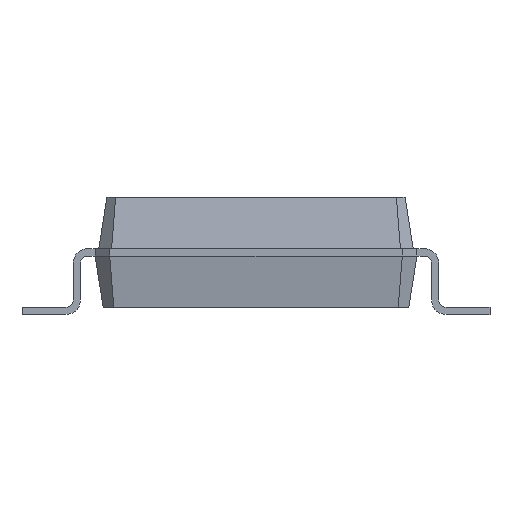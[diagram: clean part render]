
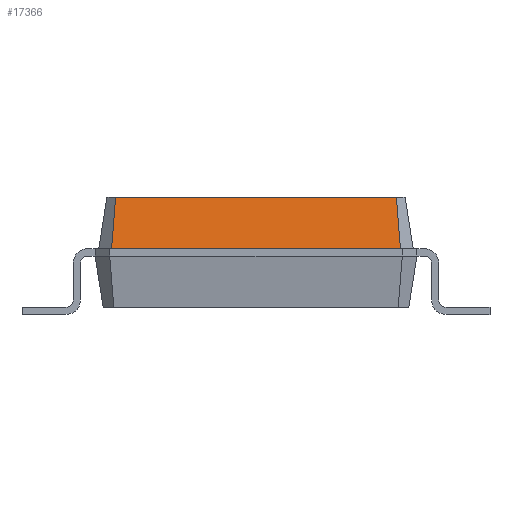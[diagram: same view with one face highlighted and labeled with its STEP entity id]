
A CAD part, front view. The second image highlights one B-rep face of the part: STEP entity #17366.
In plain terms, the highlighted free-form (B-spline) face has degree [1, 1] with [2, 2] control points.
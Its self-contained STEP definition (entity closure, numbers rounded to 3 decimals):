
#4635 = B_SPLINE_SURFACE_WITH_KNOTS('',1,1,(
(#4636,#4637)
,(#4638,#4639
)),.UNSPECIFIED.,.F.,.F.,.F.,(2,2),(2,2),(0.,0.247),(0.,1.)
,.PIECEWISE_BEZIER_KNOTS.);
#4636 = CARTESIAN_POINT('',(2.15,-3.025,0.9));
#4637 = CARTESIAN_POINT('',(2.039,-2.97,1.6));
#4638 = CARTESIAN_POINT('',(1.975,-3.2,0.9));
#4639 = CARTESIAN_POINT('',(1.92,-3.089,1.6));
#4662 = PLANE('',#4663);
#4663 = AXIS2_PLACEMENT_3D('',#4664,#4665,#4666);
#4664 = CARTESIAN_POINT('',(-1.92,3.089,1.6));
#4665 = DIRECTION('',(0.,0.,1.));
#4666 = DIRECTION('',(0.528,-0.849,0.));
#12752 = VERTEX_POINT('',#12753);
#12753 = CARTESIAN_POINT('',(1.975,-3.2,0.9));
#12773 = EDGE_CURVE('',#12752,#12774,#12776,.T.);
#12774 = VERTEX_POINT('',#12775);
#12775 = CARTESIAN_POINT('',(1.92,-3.089,1.6));
#12776 = SURFACE_CURVE('',#12777,(#12780,#12787),.PCURVE_S1.);
#12777 = B_SPLINE_CURVE_WITH_KNOTS('',1,(#12778,#12779),.UNSPECIFIED.,
.F.,.F.,(2,2),(0.,1.),.PIECEWISE_BEZIER_KNOTS.);
#12778 = CARTESIAN_POINT('',(1.975,-3.2,0.9));
#12779 = CARTESIAN_POINT('',(1.92,-3.089,1.6));
#12780 = PCURVE('',#4635,#12781);
#12781 = DEFINITIONAL_REPRESENTATION('',(#12782),#12786);
#12782 = LINE('',#12783,#12784);
#12783 = CARTESIAN_POINT('',(0.247,0.));
#12784 = VECTOR('',#12785,1.);
#12785 = DIRECTION('',(0.,1.));
#12786 = ( GEOMETRIC_REPRESENTATION_CONTEXT(2)
PARAMETRIC_REPRESENTATION_CONTEXT() REPRESENTATION_CONTEXT('2D SPACE',''
) );
#12787 = PCURVE('',#12788,#12793);
#12788 = B_SPLINE_SURFACE_WITH_KNOTS('',1,1,(
(#12789,#12790)
,(#12791,#12792
)),.UNSPECIFIED.,.F.,.F.,.F.,(2,2),(2,2),(0.,3.95),(0.,1.),
.PIECEWISE_BEZIER_KNOTS.);
#12789 = CARTESIAN_POINT('',(1.975,-3.2,0.9));
#12790 = CARTESIAN_POINT('',(1.92,-3.089,1.6));
#12791 = CARTESIAN_POINT('',(-1.975,-3.2,0.9));
#12792 = CARTESIAN_POINT('',(-1.92,-3.089,1.6));
#12793 = DEFINITIONAL_REPRESENTATION('',(#12794),#12798);
#12794 = LINE('',#12795,#12796);
#12795 = CARTESIAN_POINT('',(0.,0.));
#12796 = VECTOR('',#12797,1.);
#12797 = DIRECTION('',(0.,1.));
#12798 = ( GEOMETRIC_REPRESENTATION_CONTEXT(2)
PARAMETRIC_REPRESENTATION_CONTEXT() REPRESENTATION_CONTEXT('2D SPACE',''
) );
#12908 = VERTEX_POINT('',#12909);
#12909 = CARTESIAN_POINT('',(-1.92,-3.089,1.6));
#12923 = B_SPLINE_SURFACE_WITH_KNOTS('',1,1,(
(#12924,#12925)
,(#12926,#12927
)),.UNSPECIFIED.,.F.,.F.,.F.,(2,2),(2,2),(0.,0.247),(0.,1.)
,.PIECEWISE_BEZIER_KNOTS.);
#12924 = CARTESIAN_POINT('',(-1.975,-3.2,0.9));
#12925 = CARTESIAN_POINT('',(-1.92,-3.089,1.6));
#12926 = CARTESIAN_POINT('',(-2.15,-3.025,0.9));
#12927 = CARTESIAN_POINT('',(-2.039,-2.97,1.6));
#12934 = EDGE_CURVE('',#12774,#12908,#12935,.T.);
#12935 = SURFACE_CURVE('',#12936,(#12940,#12947),.PCURVE_S1.);
#12936 = LINE('',#12937,#12938);
#12937 = CARTESIAN_POINT('',(1.92,-3.089,1.6));
#12938 = VECTOR('',#12939,1.);
#12939 = DIRECTION('',(-1.,0.,0.));
#12940 = PCURVE('',#4662,#12941);
#12941 = DEFINITIONAL_REPRESENTATION('',(#12942),#12946);
#12942 = LINE('',#12943,#12944);
#12943 = CARTESIAN_POINT('',(7.274,0.));
#12944 = VECTOR('',#12945,1.);
#12945 = DIRECTION('',(-0.528,-0.849));
#12946 = ( GEOMETRIC_REPRESENTATION_CONTEXT(2)
PARAMETRIC_REPRESENTATION_CONTEXT() REPRESENTATION_CONTEXT('2D SPACE',''
) );
#12947 = PCURVE('',#12788,#12948);
#12948 = DEFINITIONAL_REPRESENTATION('',(#12949),#12952);
#12949 = B_SPLINE_CURVE_WITH_KNOTS('',1,(#12950,#12951),.UNSPECIFIED.,
.F.,.F.,(2,2),(0.,3.839),.PIECEWISE_BEZIER_KNOTS.);
#12950 = CARTESIAN_POINT('',(0.,1.));
#12951 = CARTESIAN_POINT('',(3.95,1.));
#12952 = ( GEOMETRIC_REPRESENTATION_CONTEXT(2)
PARAMETRIC_REPRESENTATION_CONTEXT() REPRESENTATION_CONTEXT('2D SPACE',''
) );
#13267 = B_SPLINE_SURFACE_WITH_KNOTS('',1,1,(
(#13268,#13269)
,(#13270,#13271
)),.UNSPECIFIED.,.F.,.F.,.F.,(2,2),(2,2),(0.,4.),(0.,1.),
.PIECEWISE_BEZIER_KNOTS.);
#13268 = CARTESIAN_POINT('',(2.,-3.25,0.9));
#13269 = CARTESIAN_POINT('',(1.975,-3.2,0.9));
#13270 = CARTESIAN_POINT('',(-2.,-3.25,0.9));
#13271 = CARTESIAN_POINT('',(-1.975,-3.2,0.9));
#17366 = ADVANCED_FACE('',(#17367),#12788,.F.);
#17367 = FACE_BOUND('',#17368,.F.);
#17368 = EDGE_LOOP('',(#17369,#17391,#17411,#17412));
#17369 = ORIENTED_EDGE('',*,*,#17370,.T.);
#17370 = EDGE_CURVE('',#12752,#17371,#17373,.T.);
#17371 = VERTEX_POINT('',#17372);
#17372 = CARTESIAN_POINT('',(-1.975,-3.2,0.9));
#17373 = SURFACE_CURVE('',#17374,(#17378,#17385),.PCURVE_S1.);
#17374 = LINE('',#17375,#17376);
#17375 = CARTESIAN_POINT('',(1.975,-3.2,0.9));
#17376 = VECTOR('',#17377,1.);
#17377 = DIRECTION('',(-1.,0.,0.));
#17378 = PCURVE('',#12788,#17379);
#17379 = DEFINITIONAL_REPRESENTATION('',(#17380),#17384);
#17380 = LINE('',#17381,#17382);
#17381 = CARTESIAN_POINT('',(0.,0.));
#17382 = VECTOR('',#17383,1.);
#17383 = DIRECTION('',(1.,0.));
#17384 = ( GEOMETRIC_REPRESENTATION_CONTEXT(2)
PARAMETRIC_REPRESENTATION_CONTEXT() REPRESENTATION_CONTEXT('2D SPACE',''
) );
#17385 = PCURVE('',#13267,#17386);
#17386 = DEFINITIONAL_REPRESENTATION('',(#17387),#17390);
#17387 = B_SPLINE_CURVE_WITH_KNOTS('',1,(#17388,#17389),.UNSPECIFIED.,
.F.,.F.,(2,2),(0.,3.95),.PIECEWISE_BEZIER_KNOTS.);
#17388 = CARTESIAN_POINT('',(0.,1.));
#17389 = CARTESIAN_POINT('',(4.,1.));
#17390 = ( GEOMETRIC_REPRESENTATION_CONTEXT(2)
PARAMETRIC_REPRESENTATION_CONTEXT() REPRESENTATION_CONTEXT('2D SPACE',''
) );
#17391 = ORIENTED_EDGE('',*,*,#17392,.T.);
#17392 = EDGE_CURVE('',#17371,#12908,#17393,.T.);
#17393 = SURFACE_CURVE('',#17394,(#17397,#17404),.PCURVE_S1.);
#17394 = B_SPLINE_CURVE_WITH_KNOTS('',1,(#17395,#17396),.UNSPECIFIED.,
.F.,.F.,(2,2),(0.,1.),.PIECEWISE_BEZIER_KNOTS.);
#17395 = CARTESIAN_POINT('',(-1.975,-3.2,0.9));
#17396 = CARTESIAN_POINT('',(-1.92,-3.089,1.6));
#17397 = PCURVE('',#12788,#17398);
#17398 = DEFINITIONAL_REPRESENTATION('',(#17399),#17403);
#17399 = LINE('',#17400,#17401);
#17400 = CARTESIAN_POINT('',(3.95,0.));
#17401 = VECTOR('',#17402,1.);
#17402 = DIRECTION('',(0.,1.));
#17403 = ( GEOMETRIC_REPRESENTATION_CONTEXT(2)
PARAMETRIC_REPRESENTATION_CONTEXT() REPRESENTATION_CONTEXT('2D SPACE',''
) );
#17404 = PCURVE('',#12923,#17405);
#17405 = DEFINITIONAL_REPRESENTATION('',(#17406),#17410);
#17406 = LINE('',#17407,#17408);
#17407 = CARTESIAN_POINT('',(0.,0.));
#17408 = VECTOR('',#17409,1.);
#17409 = DIRECTION('',(0.,1.));
#17410 = ( GEOMETRIC_REPRESENTATION_CONTEXT(2)
PARAMETRIC_REPRESENTATION_CONTEXT() REPRESENTATION_CONTEXT('2D SPACE',''
) );
#17411 = ORIENTED_EDGE('',*,*,#12934,.F.);
#17412 = ORIENTED_EDGE('',*,*,#12773,.F.);
